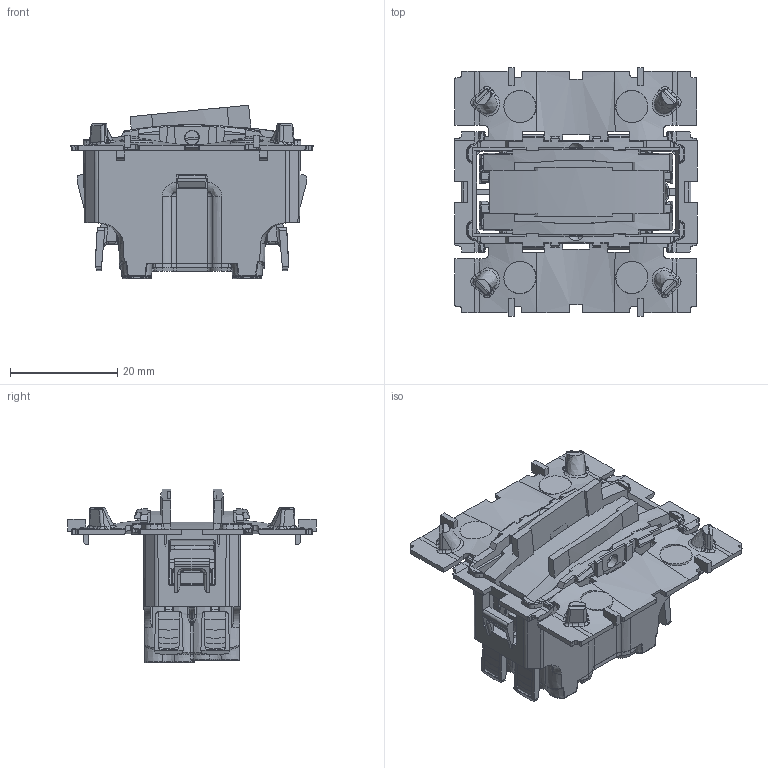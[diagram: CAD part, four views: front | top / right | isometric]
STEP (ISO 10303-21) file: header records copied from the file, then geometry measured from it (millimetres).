
FILE_DESCRIPTION(('CATIA V5 STEP Exchange','CAx-IF Rec.Pracs.--- Model Styling and Organization---1.5--- 2016-08-15','CAx-IF Rec.Pracs.---Supplemental Geometry---1.0---2011-11-01','CAx-IF Rec.Pracs.--- Composite Materials ---1.1---2010-07-15'),'2;1');
FILE_NAME('CM0001s.stp','2023-09-13T08:30:12+00:00',('none'),('none'),'CATIA Version 5-6 Release 2020 SP3','CATIA V5 STEP AP214 v2','none');
FILE_SCHEMA(('AUTOMOTIVE_DESIGN { 1 0 10303 214 1 1 1 1 }'));
Length unit declared in the file: millimetre
Products named in the file (5): CM0001; EB01035_A; GE00229_A; EA00223_A; EG01085_A
Assembly tree (4 placements, depth 2):
  CM0001
    EB01035_A
    GE00229_A
    EA00223_A
    EG01085_A
Bounding box: 45.12 x 46.3 x 32.34 mm (x, y, z)
Volume: 12091.4 mm3; surface area: 15725.7 mm2
Topology: 6 solids, 7 shells, 2924 faces, 8304 edges, 5357 vertices
Faces by surface type: plane 1536, cylinder 546, bspline 543, cone 215, torus 52, sphere 28, revolution 4
Entity records: 119842 total; most frequent: CARTESIAN_POINT 56161, ORIENTED_EDGE 16524, EDGE_CURVE 8262, DIRECTION 7861, VERTEX_POINT 5357, B_SPLINE_CURVE_WITH_KNOTS 3931, VECTOR 3710, LINE 3710
